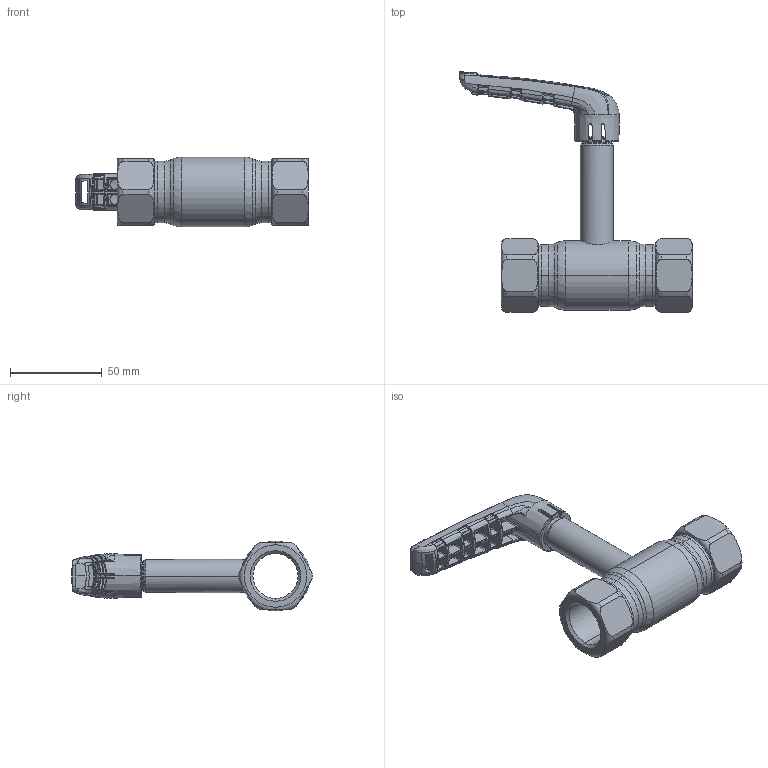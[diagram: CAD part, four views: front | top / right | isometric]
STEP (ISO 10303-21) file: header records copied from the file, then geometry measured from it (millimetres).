
FILE_DESCRIPTION (( 'STEP AP214' ), '1' );
FILE_NAME ('1020002001-xxxx.step', '2019-05-09T10:11:20', ( '' ), ( '' ), 'SwSTEP 2.0', 'SolidWorks 2017', '' );
FILE_SCHEMA (( 'AUTOMOTIVE_DESIGN' ));
Length unit declared in the file: millimetre
Products named in the file (1): 1020002001-xxxx
Bounding box: 126.78 x 130.88 x 38 mm (x, y, z)
Surface area: 29657.7 mm2 (no closed solid volume)
Topology: 0 solids, 8 shells, 765 faces, 2332 edges, 1458 vertices
Faces by surface type: bspline 609, plane 62, cylinder 44, torus 29, cone 21
Entity records: 65035 total; most frequent: CARTESIAN_POINT 41580, ORIENTED_EDGE 3908, EDGE_CURVE 2306, B_SPLINE_CURVE_WITH_KNOTS 1609, DIRECTION 1528, VERTEX_POINT 1458, EDGE_LOOP 788, UNCERTAINTY_MEASURE_WITH_UNIT 767
